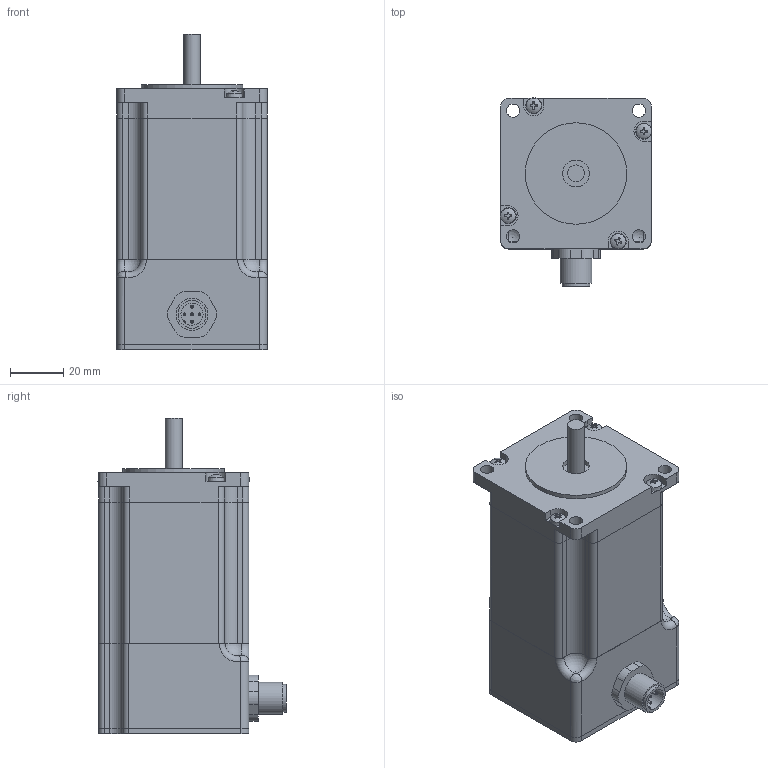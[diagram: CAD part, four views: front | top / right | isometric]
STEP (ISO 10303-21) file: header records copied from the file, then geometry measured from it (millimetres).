
FILE_DESCRIPTION(/* description */ (''),/* implementation_level */ '2;1');
FILE_NAME(/* name */ 'AS5918L4204.stp',/* time_stamp */ '2017-04-18T11:20:23+02:00',/* author */ ('schneid_cad'),/* organization */ (''),/* preprocessor_version */ 'ST-DEVELOPER v16.5',/* originating_system */ 'Autodesk Inventor 2017',/* authorisation */ '');
FILE_SCHEMA (('AUTOMOTIVE_DESIGN { 1 0 10303 214 3 1 1 }'));
Length unit declared in the file: millimetre
Products named in the file (1): AS5918L4204
Bounding box: 56.94 x 70.67 x 118.6 mm (x, y, z)
Volume: 224920.5 mm3; surface area: 58428.9 mm2
Topology: 14 solids, 14 shells, 525 faces, 1373 edges, 898 vertices
Faces by surface type: plane 245, cylinder 175, cone 69, torus 28, sphere 6, bspline 2
Full cylindrical faces by diameter (mm): 1 x5, 1.3 x2, 2 x4, 2.1 x2, 2.5 x6, 2.693 x4, 2.75 x4, 3 x12, 3.2 x8, 5 x4, 5.5 x4, 6.35 x2, 8.3 x1, 10 x2, 10.5 x1, 12 x1, 15.5 x1, 16.5 x1, 22 x1, 26 x1, 34.9 x1, 38.1 x1
Entity records: 16171 total; most frequent: CARTESIAN_POINT 3216, DIRECTION 2780, ORIENTED_EDGE 2444, EDGE_CURVE 1222, AXIS2_PLACEMENT_3D 1102, VERTEX_POINT 866, EDGE_LOOP 712, LINE 576
